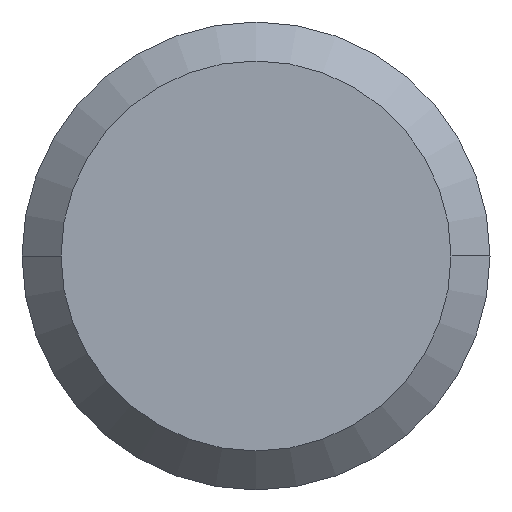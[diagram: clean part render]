
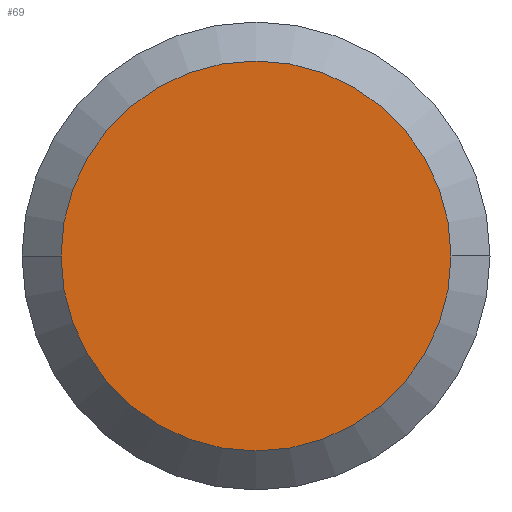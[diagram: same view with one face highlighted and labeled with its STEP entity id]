
A CAD part, left-side view. The second image highlights one B-rep face of the part: STEP entity #69.
In plain terms, the highlighted planar face has unit normal (-1, 0, 0).
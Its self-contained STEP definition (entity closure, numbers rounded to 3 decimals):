
#1 = DIRECTION ( 'NONE',  ( 1., 0., 0. ) ) ;
#6 = DIRECTION ( 'NONE',  ( 1., 0., 0. ) ) ;
#54 = DIRECTION ( 'NONE',  ( -1., 0., 0. ) ) ;
#60 = VERTEX_POINT ( 'NONE', #304 ) ;
#69 = ADVANCED_FACE ( 'NONE', ( #164 ), #215, .T. ) ;
#72 = AXIS2_PLACEMENT_3D ( 'NONE', #163, #6, #192 ) ;
#74 = CIRCLE ( 'NONE', #72, 2.5 ) ;
#82 = EDGE_CURVE ( 'NONE', #60, #324, #308, .T. ) ;
#101 = ORIENTED_EDGE ( 'NONE', *, *, #82, .F. ) ;
#128 = CARTESIAN_POINT ( 'NONE',  ( -59., 0., 0. ) ) ;
#158 = CARTESIAN_POINT ( 'NONE',  ( -59., 0., 0. ) ) ;
#160 = EDGE_LOOP ( 'NONE', ( #101, #208 ) ) ;
#163 = CARTESIAN_POINT ( 'NONE',  ( -59., 0., 0. ) ) ;
#164 = FACE_OUTER_BOUND ( 'NONE', #160, .T. ) ;
#189 = EDGE_CURVE ( 'NONE', #324, #60, #74, .T. ) ;
#190 = DIRECTION ( 'NONE',  ( 0., 1., 0. ) ) ;
#192 = DIRECTION ( 'NONE',  ( 0., 1., 0. ) ) ;
#208 = ORIENTED_EDGE ( 'NONE', *, *, #189, .F. ) ;
#215 = PLANE ( 'NONE',  #320 ) ;
#240 = DIRECTION ( 'NONE',  ( 0., -1., 0. ) ) ;
#257 = CARTESIAN_POINT ( 'NONE',  ( -59., -2.5, 0. ) ) ;
#298 = AXIS2_PLACEMENT_3D ( 'NONE', #158, #1, #190 ) ;
#304 = CARTESIAN_POINT ( 'NONE',  ( -59., 2.5, 0. ) ) ;
#308 = CIRCLE ( 'NONE', #298, 2.5 ) ;
#320 = AXIS2_PLACEMENT_3D ( 'NONE', #128, #54, #240 ) ;
#324 = VERTEX_POINT ( 'NONE', #257 ) ;
